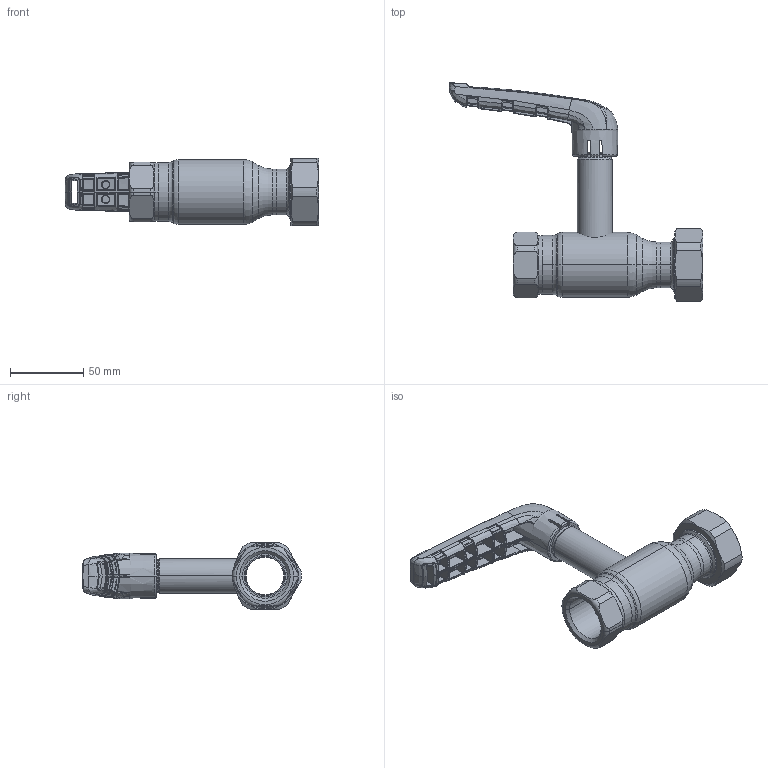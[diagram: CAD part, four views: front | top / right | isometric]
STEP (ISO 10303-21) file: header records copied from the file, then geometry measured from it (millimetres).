
FILE_DESCRIPTION (( 'STEP AP214' ), '1' );
FILE_NAME ('2025002201-xxxx.step', '2019-05-10T10:43:17', ( '' ), ( '' ), 'SwSTEP 2.0', 'SolidWorks 2017', '' );
FILE_SCHEMA (( 'AUTOMOTIVE_DESIGN' ));
Length unit declared in the file: millimetre
Products named in the file (1): 2025002201-xxxx
Bounding box: 173.29 x 149.79 x 46 mm (x, y, z)
Surface area: 48434.3 mm2 (no closed solid volume)
Topology: 0 solids, 11 shells, 747 faces, 2369 edges, 1524 vertices
Faces by surface type: bspline 552, plane 63, cylinder 59, cone 31, torus 30, sphere 12
Entity records: 56926 total; most frequent: CARTESIAN_POINT 33244, ORIENTED_EDGE 3886, EDGE_CURVE 2355, DIRECTION 1720, B_SPLINE_CURVE_WITH_KNOTS 1599, VERTEX_POINT 1518, AXIS2_PLACEMENT_3D 770, EDGE_LOOP 767
